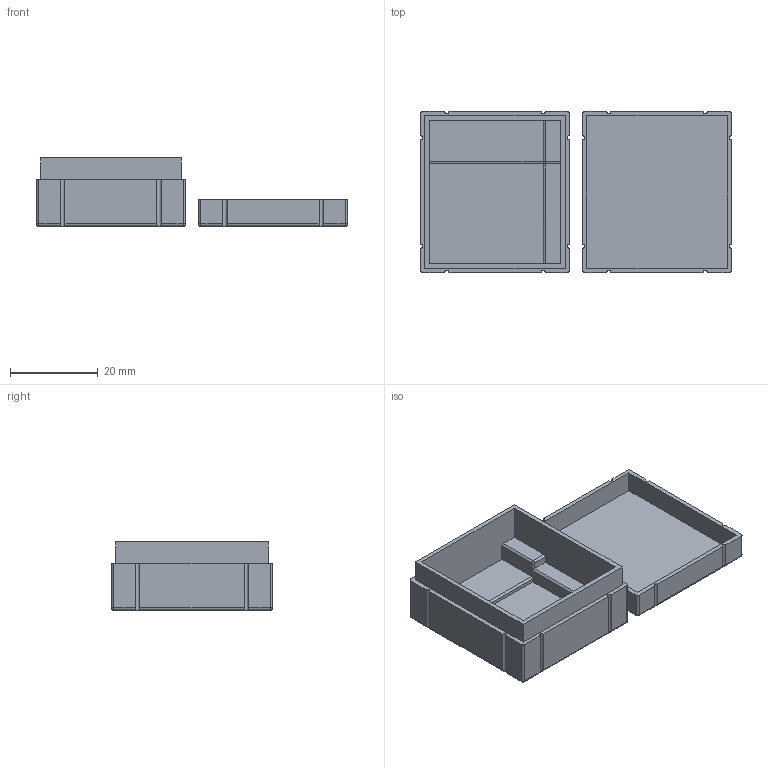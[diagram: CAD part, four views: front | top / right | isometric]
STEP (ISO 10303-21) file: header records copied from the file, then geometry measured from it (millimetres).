
FILE_DESCRIPTION(/* description */ (''),/* implementation_level */ '2;1');
FILE_NAME(/* name */ 'snappergps-thin-box.step',/* time_stamp */ '2022-07-22T09:03:27+01:00',/* author */ (''),/* organization */ (''),/* preprocessor_version */ 'ST-DEVELOPER v19',/* originating_system */ 'Autodesk Translation Framework v11.7.0.108',/* authorisation */ '');
FILE_SCHEMA (('AUTOMOTIVE_DESIGN { 1 0 10303 214 3 1 1 }'));
Length unit declared in the file: millimetre
Products named in the file (1): snappergps-1-0-0-box-v0
Bounding box: 71 x 36.8 x 15.6 mm (x, y, z)
Volume: 8191.3 mm3; surface area: 10321.1 mm2
Topology: 2 solids, 2 shells, 111 faces, 268 edges, 164 vertices
Faces by surface type: cylinder 53, plane 49, sphere 9
Entity records: 3615 total; most frequent: CARTESIAN_POINT 1024, ORIENTED_EDGE 536, DIRECTION 517, EDGE_CURVE 268, LINE 179, VECTOR 179, AXIS2_PLACEMENT_3D 169, VERTEX_POINT 164
